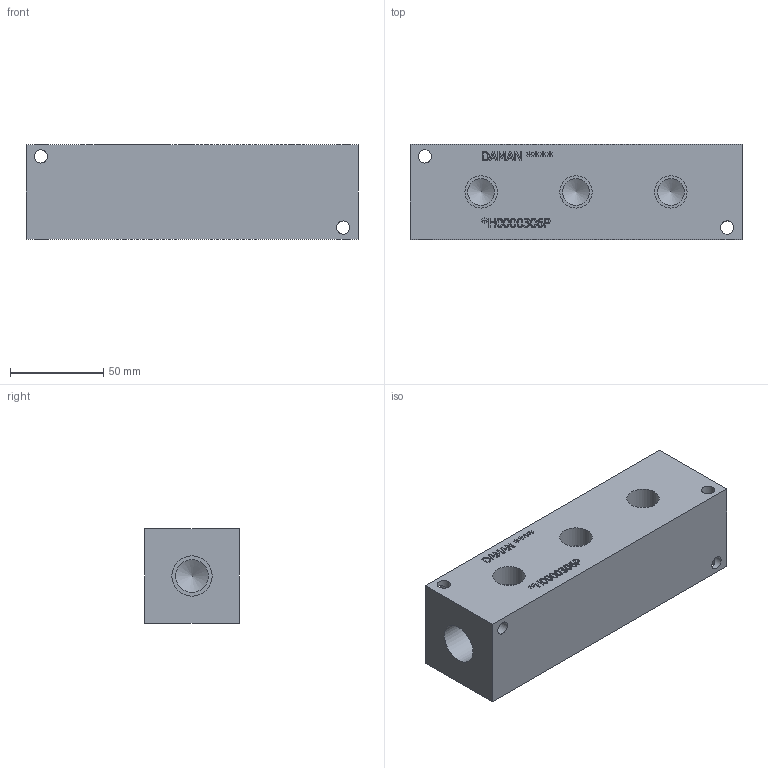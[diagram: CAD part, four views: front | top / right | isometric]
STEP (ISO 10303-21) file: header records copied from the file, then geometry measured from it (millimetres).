
FILE_DESCRIPTION(/* description */ (''),/* implementation_level */ '2;1');
FILE_NAME(/* name */ '_H0000306P.stp',/* time_stamp */ '2022-06-06T11:53:05-04:00',/* author */ ('bobbyh'),/* organization */ (''),/* preprocessor_version */ 'ST-DEVELOPER v18',/* originating_system */ 'Autodesk Inventor 2020',/* authorisation */ '');
FILE_SCHEMA (('AUTOMOTIVE_DESIGN { 1 0 10303 214 3 1 1 }'));
Length unit declared in the file: millimetre
Products named in the file (1): Part_+H0000306P_3D
Bounding box: 177.8 x 50.8 x 50.8 mm (x, y, z)
Volume: 429753.1 mm3; surface area: 49393.7 mm2
Topology: 1 solids, 1 shells, 348 faces, 950 edges, 634 vertices
Faces by surface type: plane 211, bspline 114, cylinder 18, cone 5
Full cylindrical faces by diameter (mm): 7.137 x8, 14.3 x3, 17.297 x3, 17.475 x2, 21.59 x2
Entity records: 11856 total; most frequent: CARTESIAN_POINT 3410, ORIENTED_EDGE 1890, DIRECTION 1242, EDGE_CURVE 945, LINE 662, VECTOR 662, VERTEX_POINT 634, EDGE_LOOP 395
